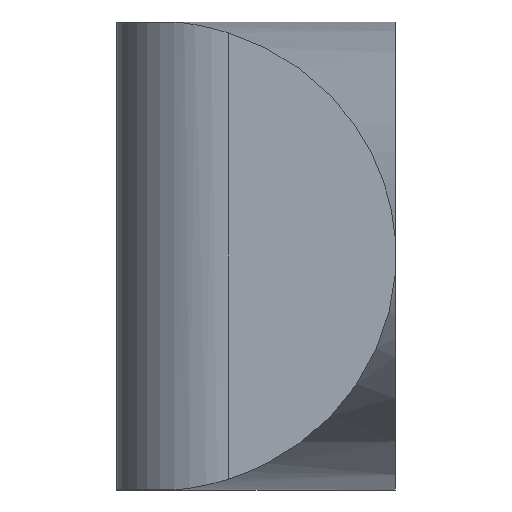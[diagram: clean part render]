
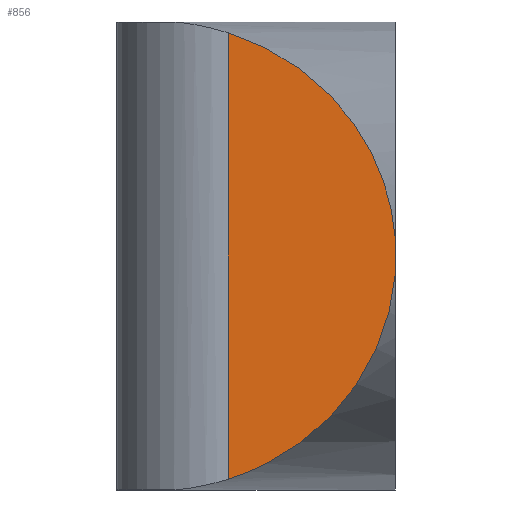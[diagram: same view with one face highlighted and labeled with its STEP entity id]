
A CAD part, left-side view. The second image highlights one B-rep face of the part: STEP entity #856.
In plain terms, the highlighted planar face has unit normal (-1, 0, 0).
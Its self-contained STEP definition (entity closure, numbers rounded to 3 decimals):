
#12 = VERTEX_POINT ( 'NONE', #154 ) ;
#74 = CARTESIAN_POINT ( 'NONE',  ( -95.029, 2.5, 20.029 ) ) ;
#101 = VECTOR ( 'NONE', #200, 1000. ) ;
#120 = VERTEX_POINT ( 'NONE', #74 ) ;
#152 = ORIENTED_EDGE ( 'NONE', *, *, #485, .F. ) ;
#154 = CARTESIAN_POINT ( 'NONE',  ( -95.029, -12.5, 1.66 ) ) ;
#181 = CARTESIAN_POINT ( 'NONE',  ( -95.029, 2.5, 20.029 ) ) ;
#200 = DIRECTION ( 'NONE',  ( 0., 0., -1. ) ) ;
#234 = EDGE_CURVE ( 'NONE', #120, #1211, #1295, .T. ) ;
#271 = CARTESIAN_POINT ( 'NONE',  ( -95.029, -12.5, -1.66 ) ) ;
#286 = CARTESIAN_POINT ( 'NONE',  ( -95.029, -12.5, 1.66 ) ) ;
#337 = AXIS2_PLACEMENT_3D ( 'NONE', #1184, #542, #653 ) ;
#351 = EDGE_CURVE ( 'NONE', #12, #1343, #799, .T. ) ;
#423 = PLANE ( 'NONE',  #337 ) ;
#443 = VECTOR ( 'NONE', #566, 1000. ) ;
#450 = ORIENTED_EDGE ( 'NONE', *, *, #234, .T. ) ;
#465 = CARTESIAN_POINT ( 'NONE',  ( -95.029, 2.5, -20.029 ) ) ;
#485 = EDGE_CURVE ( 'NONE', #1343, #1211, #656, .T. ) ;
#486 =( BOUNDED_CURVE ( )  B_SPLINE_CURVE ( 3, ( #181, #941, #1245, #286 ),
 .UNSPECIFIED., .F., .F. ) 
 B_SPLINE_CURVE_WITH_KNOTS ( ( 4, 4 ),
 ( 1.884, 3.063 ),
 .UNSPECIFIED. ) 
 CURVE ( )  GEOMETRIC_REPRESENTATION_ITEM ( )  RATIONAL_B_SPLINE_CURVE ( ( 1., 0.887, 0.887, 1. ) ) 
 REPRESENTATION_ITEM ( '' )  );
#523 = CARTESIAN_POINT ( 'NONE',  ( -95.029, 2.5, 21. ) ) ;
#542 = DIRECTION ( 'NONE',  ( 1., 0., 0. ) ) ;
#566 = DIRECTION ( 'NONE',  ( 0., 0., -1. ) ) ;
#579 = ORIENTED_EDGE ( 'NONE', *, *, #1387, .F. ) ;
#653 = DIRECTION ( 'NONE',  ( 0., 1., 0. ) ) ;
#656 =( BOUNDED_CURVE ( )  B_SPLINE_CURVE ( 3, ( #271, #806, #1037, #1368 ),
 .UNSPECIFIED., .F., .F. ) 
 B_SPLINE_CURVE_WITH_KNOTS ( ( 4, 4 ),
 ( 3.221, 4.4 ),
 .UNSPECIFIED. ) 
 CURVE ( )  GEOMETRIC_REPRESENTATION_ITEM ( )  RATIONAL_B_SPLINE_CURVE ( ( 1., 0.887, 0.887, 1. ) ) 
 REPRESENTATION_ITEM ( '' )  );
#682 = ORIENTED_EDGE ( 'NONE', *, *, #351, .F. ) ;
#799 = LINE ( 'NONE', #1125, #443 ) ;
#806 = CARTESIAN_POINT ( 'NONE',  ( -95.029, -11.783, -10.425 ) ) ;
#856 = ADVANCED_FACE ( 'NONE', ( #1107 ), #423, .F. ) ;
#866 = EDGE_LOOP ( 'NONE', ( #579, #450, #152, #682 ) ) ;
#941 = CARTESIAN_POINT ( 'NONE',  ( -95.029, -6.149, 17.324 ) ) ;
#1023 = CARTESIAN_POINT ( 'NONE',  ( -95.029, -12.5, -1.66 ) ) ;
#1037 = CARTESIAN_POINT ( 'NONE',  ( -95.029, -6.149, -17.324 ) ) ;
#1107 = FACE_OUTER_BOUND ( 'NONE', #866, .T. ) ;
#1125 = CARTESIAN_POINT ( 'NONE',  ( -95.029, -12.5, 0. ) ) ;
#1184 = CARTESIAN_POINT ( 'NONE',  ( -95.029, -25.397, 21. ) ) ;
#1211 = VERTEX_POINT ( 'NONE', #465 ) ;
#1245 = CARTESIAN_POINT ( 'NONE',  ( -95.029, -11.783, 10.425 ) ) ;
#1295 = LINE ( 'NONE', #523, #101 ) ;
#1343 = VERTEX_POINT ( 'NONE', #1023 ) ;
#1368 = CARTESIAN_POINT ( 'NONE',  ( -95.029, 2.5, -20.029 ) ) ;
#1387 = EDGE_CURVE ( 'NONE', #120, #12, #486, .T. ) ;
